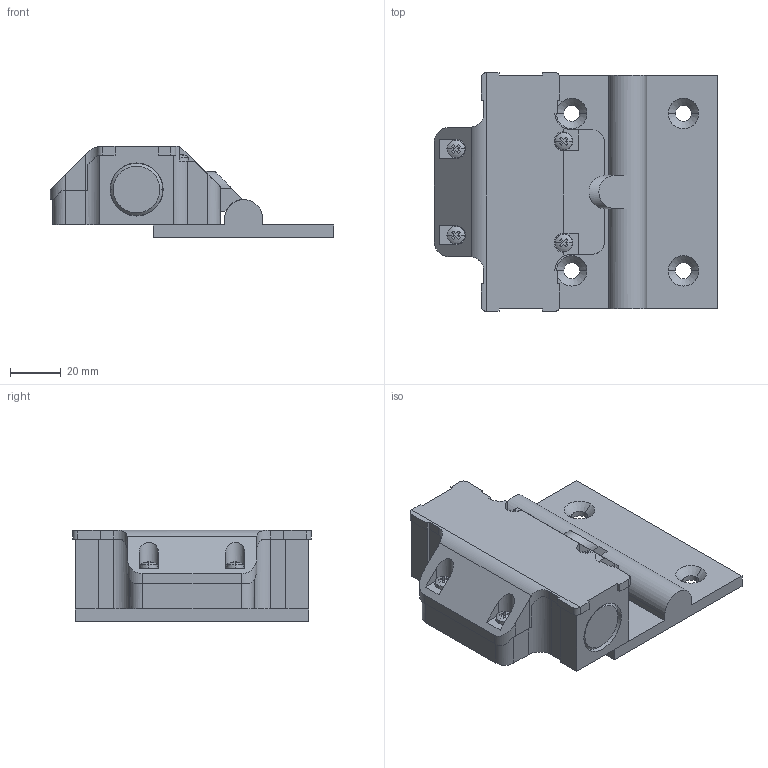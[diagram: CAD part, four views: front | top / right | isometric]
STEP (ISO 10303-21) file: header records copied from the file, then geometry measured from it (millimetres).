
FILE_DESCRIPTION(('STEP AP214'),'1');
FILE_NAME('cctmp_FA100BCF-8C9D-4377-AA85-9EEBDD172FF5_2023_07_21_11_29_28_0946..stp','2023-07-21T09:29:29',('SIEMENS A&D'),('CADClick - www.CADClick.com'),'Spatial InterOp 3D postprocessed',' ','unknown authorization');
FILE_SCHEMA(('AUTOMOTIVE_DESIGN'));
Length unit declared in the file: millimetre
Products named in the file (1): 2023_07_21_11_29_28_0939
Bounding box: 111.65 x 94 x 36 mm (x, y, z)
Volume: 142043.7 mm3; surface area: 38770.7 mm2
Topology: 1 solids, 2 shells, 228 faces, 641 edges, 420 vertices
Faces by surface type: plane 165, cylinder 31, cone 24, sphere 8
Entity records: 8150 total; most frequent: CARTESIAN_POINT 1363, ORIENTED_EDGE 1282, DIRECTION 1267, EDGE_CURVE 641, LINE 439, VECTOR 439, VERTEX_POINT 422, AXIS2_PLACEMENT_3D 414
